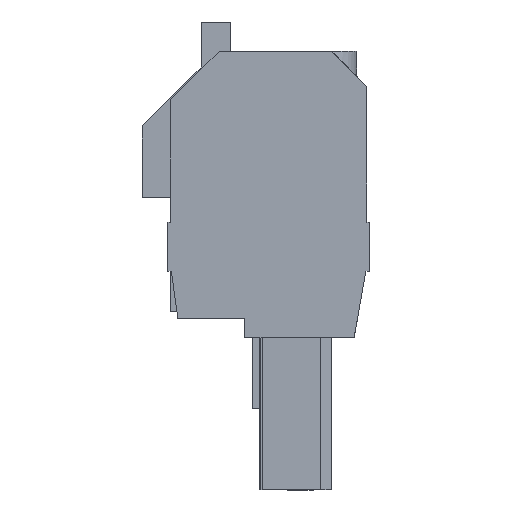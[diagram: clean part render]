
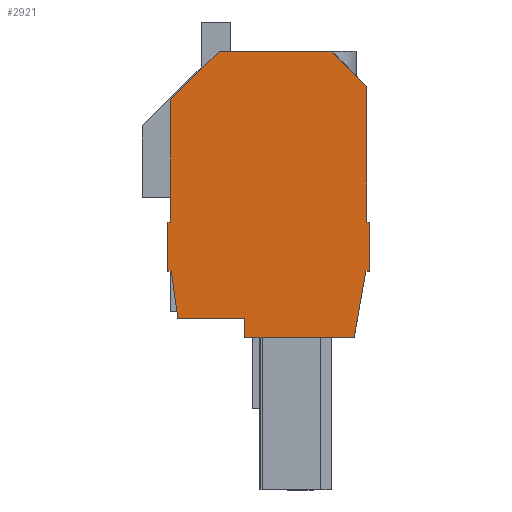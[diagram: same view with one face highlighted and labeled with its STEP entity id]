
A CAD part, left-side view. The second image highlights one B-rep face of the part: STEP entity #2921.
In plain terms, the highlighted planar face has unit normal (-1, 0, 0).
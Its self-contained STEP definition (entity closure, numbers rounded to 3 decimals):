
#2832=AXIS2_PLACEMENT_3D('Plane Axis2P3D',#2829,#2830,#2831) ;
#111=CARTESIAN_POINT('Vertex',(0.,20.3,27.3)) ;
#116=CARTESIAN_POINT('Line Origine',(0.,20.3,33.532)) ;
#120=CARTESIAN_POINT('Vertex',(0.,20.3,39.764)) ;
#247=CARTESIAN_POINT('Vertex',(0.,0.3,27.3)) ;
#382=CARTESIAN_POINT('Vertex',(0.,0.3,41.114)) ;
#385=CARTESIAN_POINT('Line Origine',(0.,0.3,34.207)) ;
#2169=CARTESIAN_POINT('Vertex',(0.,0.404,22.3)) ;
#2172=CARTESIAN_POINT('Line Origine',(0.,1.004,18.9)) ;
#2176=CARTESIAN_POINT('Vertex',(0.,1.603,15.5)) ;
#2227=CARTESIAN_POINT('Vertex',(0.,19.557,17.5)) ;
#2230=CARTESIAN_POINT('Line Origine',(0.,19.895,19.9)) ;
#2234=CARTESIAN_POINT('Vertex',(0.,20.232,22.3)) ;
#2694=CARTESIAN_POINT('Vertex',(0.,3.886,44.7)) ;
#2697=CARTESIAN_POINT('Line Origine',(0.,2.093,42.907)) ;
#2829=CARTESIAN_POINT('Axis2P3D Location',(0.,0.,0.)) ;
#2834=CARTESIAN_POINT('Line Origine',(0.,20.6,24.8)) ;
#2838=CARTESIAN_POINT('Vertex',(0.,20.6,27.3)) ;
#2840=CARTESIAN_POINT('Vertex',(0.,20.6,22.3)) ;
#2843=CARTESIAN_POINT('Line Origine',(0.,20.416,22.3)) ;
#2848=CARTESIAN_POINT('Line Origine',(0.,16.14,17.5)) ;
#2852=CARTESIAN_POINT('Vertex',(0.,12.723,17.5)) ;
#2855=CARTESIAN_POINT('Line Origine',(0.,12.723,16.5)) ;
#2859=CARTESIAN_POINT('Vertex',(0.,12.723,15.5)) ;
#2862=CARTESIAN_POINT('Line Origine',(0.,7.163,15.5)) ;
#2867=CARTESIAN_POINT('Line Origine',(0.,0.202,22.3)) ;
#2871=CARTESIAN_POINT('Vertex',(0.,0.,22.3)) ;
#2874=CARTESIAN_POINT('Line Origine',(0.,0.,24.8)) ;
#2878=CARTESIAN_POINT('Vertex',(0.,0.,27.3)) ;
#2881=CARTESIAN_POINT('Line Origine',(0.,0.15,27.3)) ;
#2886=CARTESIAN_POINT('Line Origine',(0.,9.625,44.7)) ;
#2890=CARTESIAN_POINT('Vertex',(0.,15.364,44.7)) ;
#2893=CARTESIAN_POINT('Line Origine',(0.,17.832,42.232)) ;
#2898=CARTESIAN_POINT('Line Origine',(0.,20.45,27.3)) ;
#117=DIRECTION('Vector Direction',(0.,0.,1.)) ;
#386=DIRECTION('Vector Direction',(0.,0.,-1.)) ;
#2173=DIRECTION('Vector Direction',(0.,0.174,-0.985)) ;
#2231=DIRECTION('Vector Direction',(0.,-0.139,-0.99)) ;
#2698=DIRECTION('Vector Direction',(0.,0.707,0.707)) ;
#2830=DIRECTION('Axis2P3D Direction',(-1.,0.,0.)) ;
#2831=DIRECTION('Axis2P3D XDirection',(0.,0.,1.)) ;
#2835=DIRECTION('Vector Direction',(0.,0.,-1.)) ;
#2844=DIRECTION('Vector Direction',(0.,-1.,0.)) ;
#2849=DIRECTION('Vector Direction',(0.,-1.,0.)) ;
#2856=DIRECTION('Vector Direction',(0.,0.,-1.)) ;
#2863=DIRECTION('Vector Direction',(0.,-1.,0.)) ;
#2868=DIRECTION('Vector Direction',(0.,-1.,0.)) ;
#2875=DIRECTION('Vector Direction',(0.,0.,1.)) ;
#2882=DIRECTION('Vector Direction',(0.,1.,0.)) ;
#2887=DIRECTION('Vector Direction',(0.,1.,0.)) ;
#2894=DIRECTION('Vector Direction',(0.,0.707,-0.707)) ;
#2899=DIRECTION('Vector Direction',(0.,1.,0.)) ;
#118=VECTOR('Line Direction',#117,1.) ;
#387=VECTOR('Line Direction',#386,1.) ;
#2174=VECTOR('Line Direction',#2173,1.) ;
#2232=VECTOR('Line Direction',#2231,1.) ;
#2699=VECTOR('Line Direction',#2698,1.) ;
#2836=VECTOR('Line Direction',#2835,1.) ;
#2845=VECTOR('Line Direction',#2844,1.) ;
#2850=VECTOR('Line Direction',#2849,1.) ;
#2857=VECTOR('Line Direction',#2856,1.) ;
#2864=VECTOR('Line Direction',#2863,1.) ;
#2869=VECTOR('Line Direction',#2868,1.) ;
#2876=VECTOR('Line Direction',#2875,1.) ;
#2883=VECTOR('Line Direction',#2882,1.) ;
#2888=VECTOR('Line Direction',#2887,1.) ;
#2895=VECTOR('Line Direction',#2894,1.) ;
#2900=VECTOR('Line Direction',#2899,1.) ;
#2904=ORIENTED_EDGE('',*,*,#2842,.T.) ;
#2905=ORIENTED_EDGE('',*,*,#2847,.T.) ;
#2906=ORIENTED_EDGE('',*,*,#2236,.T.) ;
#2907=ORIENTED_EDGE('',*,*,#2854,.T.) ;
#2908=ORIENTED_EDGE('',*,*,#2861,.T.) ;
#2909=ORIENTED_EDGE('',*,*,#2866,.T.) ;
#2910=ORIENTED_EDGE('',*,*,#2178,.T.) ;
#2911=ORIENTED_EDGE('',*,*,#2873,.T.) ;
#2912=ORIENTED_EDGE('',*,*,#2880,.T.) ;
#2913=ORIENTED_EDGE('',*,*,#2885,.T.) ;
#2914=ORIENTED_EDGE('',*,*,#389,.T.) ;
#2915=ORIENTED_EDGE('',*,*,#2701,.T.) ;
#2916=ORIENTED_EDGE('',*,*,#2892,.T.) ;
#2917=ORIENTED_EDGE('',*,*,#2897,.T.) ;
#2918=ORIENTED_EDGE('',*,*,#122,.T.) ;
#2919=ORIENTED_EDGE('',*,*,#2902,.T.) ;
#2921=ADVANCED_FACE('housing',(#2920),#2833,.T.) ;
#122=EDGE_CURVE('',#121,#112,#119,.F.) ;
#389=EDGE_CURVE('',#248,#383,#388,.F.) ;
#2178=EDGE_CURVE('',#2177,#2170,#2175,.F.) ;
#2236=EDGE_CURVE('',#2235,#2228,#2233,.T.) ;
#2701=EDGE_CURVE('',#383,#2695,#2700,.T.) ;
#2842=EDGE_CURVE('',#2839,#2841,#2837,.T.) ;
#2847=EDGE_CURVE('',#2841,#2235,#2846,.T.) ;
#2854=EDGE_CURVE('',#2228,#2853,#2851,.T.) ;
#2861=EDGE_CURVE('',#2853,#2860,#2858,.T.) ;
#2866=EDGE_CURVE('',#2860,#2177,#2865,.T.) ;
#2873=EDGE_CURVE('',#2170,#2872,#2870,.T.) ;
#2880=EDGE_CURVE('',#2872,#2879,#2877,.T.) ;
#2885=EDGE_CURVE('',#2879,#248,#2884,.T.) ;
#2892=EDGE_CURVE('',#2695,#2891,#2889,.T.) ;
#2897=EDGE_CURVE('',#2891,#121,#2896,.T.) ;
#2902=EDGE_CURVE('',#112,#2839,#2901,.T.) ;
#2903=EDGE_LOOP('',(#2904,#2905,#2906,#2907,#2908,#2909,#2910,#2911,#2912,#2913,#2914,#2915,#2916,#2917,#2918,#2919)) ;
#2920=FACE_OUTER_BOUND('',#2903,.T.) ;
#119=LINE('Line',#116,#118) ;
#388=LINE('Line',#385,#387) ;
#2175=LINE('Line',#2172,#2174) ;
#2233=LINE('Line',#2230,#2232) ;
#2700=LINE('Line',#2697,#2699) ;
#2837=LINE('Line',#2834,#2836) ;
#2846=LINE('Line',#2843,#2845) ;
#2851=LINE('Line',#2848,#2850) ;
#2858=LINE('Line',#2855,#2857) ;
#2865=LINE('Line',#2862,#2864) ;
#2870=LINE('Line',#2867,#2869) ;
#2877=LINE('Line',#2874,#2876) ;
#2884=LINE('Line',#2881,#2883) ;
#2889=LINE('Line',#2886,#2888) ;
#2896=LINE('Line',#2893,#2895) ;
#2901=LINE('Line',#2898,#2900) ;
#2833=PLANE('',#2832) ;
#112=VERTEX_POINT('',#111) ;
#121=VERTEX_POINT('',#120) ;
#248=VERTEX_POINT('',#247) ;
#383=VERTEX_POINT('',#382) ;
#2170=VERTEX_POINT('',#2169) ;
#2177=VERTEX_POINT('',#2176) ;
#2228=VERTEX_POINT('',#2227) ;
#2235=VERTEX_POINT('',#2234) ;
#2695=VERTEX_POINT('',#2694) ;
#2839=VERTEX_POINT('',#2838) ;
#2841=VERTEX_POINT('',#2840) ;
#2853=VERTEX_POINT('',#2852) ;
#2860=VERTEX_POINT('',#2859) ;
#2872=VERTEX_POINT('',#2871) ;
#2879=VERTEX_POINT('',#2878) ;
#2891=VERTEX_POINT('',#2890) ;
